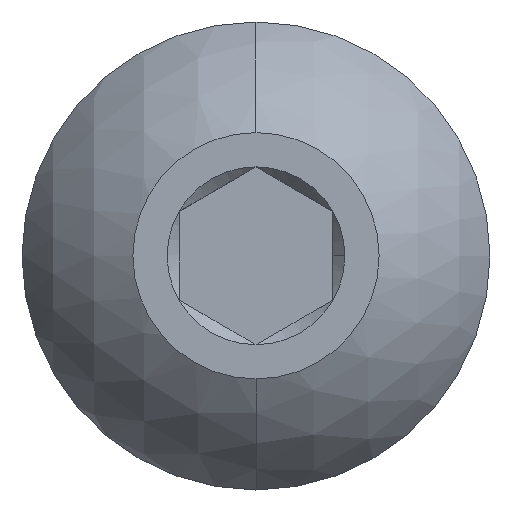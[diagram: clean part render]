
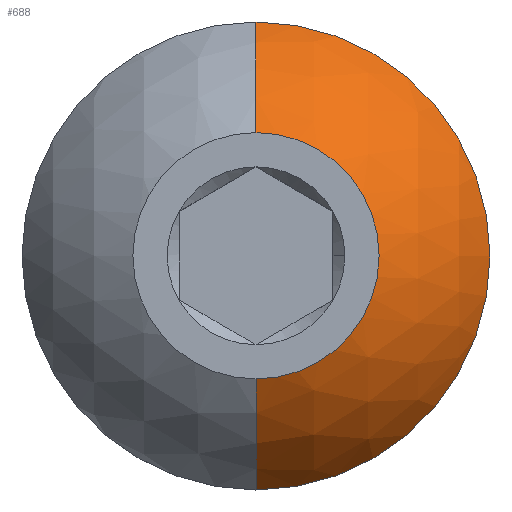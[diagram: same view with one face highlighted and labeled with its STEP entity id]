
A CAD part, top view. The second image highlights one B-rep face of the part: STEP entity #688.
In plain terms, the highlighted spherical face has radius 4.229 mm.
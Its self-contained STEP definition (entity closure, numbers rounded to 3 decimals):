
#9 = CARTESIAN_POINT ( 'NONE',  ( 0., 0., -3.726 ) ) ;
#560 = EDGE_CURVE ( 'NONE', #2105, #2466, #971, .T. ) ;
#572 = CIRCLE ( 'NONE', #807, 2. ) ;
#688 = ADVANCED_FACE ( 'NONE', ( #1189 ), #4397, .T. ) ;
#755 = DIRECTION ( 'NONE',  ( 1., 0., 0. ) ) ;
#807 = AXIS2_PLACEMENT_3D ( 'NONE', #3885, #1437, #755 ) ;
#828 = DIRECTION ( 'NONE',  ( 1., 0., 0. ) ) ;
#971 = CIRCLE ( 'NONE', #2759, 4.229 ) ;
#984 = CARTESIAN_POINT ( 'NONE',  ( 0., 3.8, -1.87 ) ) ;
#1129 = CARTESIAN_POINT ( 'NONE',  ( 0., 0., -3.726 ) ) ;
#1189 = FACE_OUTER_BOUND ( 'NONE', #1480, .T. ) ;
#1388 = DIRECTION ( 'NONE',  ( 0., 1., 0. ) ) ;
#1400 = DIRECTION ( 'NONE',  ( 1., 0., 0. ) ) ;
#1406 = CARTESIAN_POINT ( 'NONE',  ( 0., 0., -1.87 ) ) ;
#1416 = CIRCLE ( 'NONE', #2200, 3.8 ) ;
#1418 = DIRECTION ( 'NONE',  ( 0., 0., 1. ) ) ;
#1437 = DIRECTION ( 'NONE',  ( 0., 0., 1. ) ) ;
#1480 = EDGE_LOOP ( 'NONE', ( #3933, #3500, #2213, #2302, #2674 ) ) ;
#1862 = CARTESIAN_POINT ( 'NONE',  ( 0., 2., 0. ) ) ;
#2039 = CARTESIAN_POINT ( 'NONE',  ( 0., -2., 0. ) ) ;
#2080 = CARTESIAN_POINT ( 'NONE',  ( 0., 0., -3.726 ) ) ;
#2105 = VERTEX_POINT ( 'NONE', #984 ) ;
#2119 = CIRCLE ( 'NONE', #4110, 3.8 ) ;
#2200 = AXIS2_PLACEMENT_3D ( 'NONE', #1406, #1418, #3852 ) ;
#2213 = ORIENTED_EDGE ( 'NONE', *, *, #560, .T. ) ;
#2216 = EDGE_CURVE ( 'NONE', #2391, #2105, #2119, .T. ) ;
#2302 = ORIENTED_EDGE ( 'NONE', *, *, #2469, .F. ) ;
#2391 = VERTEX_POINT ( 'NONE', #3467 ) ;
#2466 = VERTEX_POINT ( 'NONE', #1862 ) ;
#2469 = EDGE_CURVE ( 'NONE', #2934, #2466, #572, .T. ) ;
#2551 = DIRECTION ( 'NONE',  ( 0., -1., 0. ) ) ;
#2671 = CARTESIAN_POINT ( 'NONE',  ( 0., -3.8, -1.87 ) ) ;
#2674 = ORIENTED_EDGE ( 'NONE', *, *, #4354, .F. ) ;
#2723 = DIRECTION ( 'NONE',  ( 0., 0., 1. ) ) ;
#2759 = AXIS2_PLACEMENT_3D ( 'NONE', #9, #1400, #1388 ) ;
#2835 = CIRCLE ( 'NONE', #3329, 4.229 ) ;
#2934 = VERTEX_POINT ( 'NONE', #2039 ) ;
#3058 = EDGE_CURVE ( 'NONE', #4252, #2391, #1416, .T. ) ;
#3329 = AXIS2_PLACEMENT_3D ( 'NONE', #2080, #4111, #3436 ) ;
#3436 = DIRECTION ( 'NONE',  ( 0., -1., 0. ) ) ;
#3447 = DIRECTION ( 'NONE',  ( 1., 0., 0. ) ) ;
#3467 = CARTESIAN_POINT ( 'NONE',  ( 3.8, 0., -1.87 ) ) ;
#3500 = ORIENTED_EDGE ( 'NONE', *, *, #2216, .T. ) ;
#3852 = DIRECTION ( 'NONE',  ( 1., 0., 0. ) ) ;
#3885 = CARTESIAN_POINT ( 'NONE',  ( 0., 0., 0. ) ) ;
#3933 = ORIENTED_EDGE ( 'NONE', *, *, #3058, .T. ) ;
#4110 = AXIS2_PLACEMENT_3D ( 'NONE', #4486, #2723, #3447 ) ;
#4111 = DIRECTION ( 'NONE',  ( -1., 0., 0. ) ) ;
#4236 = AXIS2_PLACEMENT_3D ( 'NONE', #1129, #828, #2551 ) ;
#4252 = VERTEX_POINT ( 'NONE', #2671 ) ;
#4354 = EDGE_CURVE ( 'NONE', #4252, #2934, #2835, .T. ) ;
#4397 = SPHERICAL_SURFACE ( 'NONE', #4236, 4.229 ) ;
#4486 = CARTESIAN_POINT ( 'NONE',  ( 0., 0., -1.87 ) ) ;
